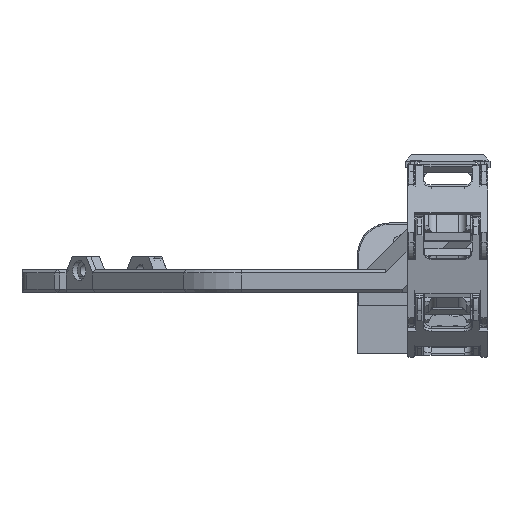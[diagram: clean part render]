
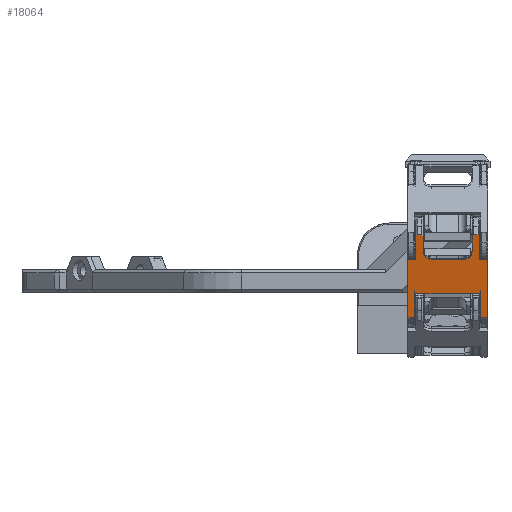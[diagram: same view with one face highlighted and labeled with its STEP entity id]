
A CAD part, front view. The second image highlights one B-rep face of the part: STEP entity #18064.
In plain terms, the highlighted face is planar.
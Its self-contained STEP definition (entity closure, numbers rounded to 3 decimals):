
#1126=PLANE('',#19343);
#2082=FACE_OUTER_BOUND('',#3095,.T.);
#3095=EDGE_LOOP('',(#16768,#16769,#16770,#16771,#16772,#16773,#16774,#16775,
#16776,#16777,#16778,#16779,#16780,#16781,#16782,#16783,#16784,#16785,#16786,
#16787,#16788,#16789,#16790,#16791,#16792,#16793));
#3350=CIRCLE('',#19259,2.4);
#3378=CIRCLE('',#19344,2.4);
#5392=LINE('',#34961,#7291);
#5401=LINE('',#34996,#7300);
#5403=LINE('',#35000,#7302);
#5411=LINE('',#35017,#7310);
#5425=LINE('',#35060,#7324);
#5435=LINE('',#35090,#7334);
#5439=LINE('',#35100,#7338);
#5452=LINE('',#35138,#7351);
#5460=LINE('',#35157,#7359);
#5465=LINE('',#35166,#7364);
#5485=LINE('',#35231,#7384);
#5521=LINE('',#35331,#7420);
#5524=LINE('',#35352,#7423);
#5534=LINE('',#35371,#7433);
#5535=LINE('',#35375,#7434);
#5550=LINE('',#35419,#7449);
#5559=LINE('',#35448,#7458);
#5568=LINE('',#35473,#7467);
#5576=LINE('',#35496,#7475);
#5583=LINE('',#35514,#7482);
#5585=LINE('',#35517,#7484);
#5586=LINE('',#35518,#7485);
#5587=LINE('',#35519,#7486);
#5588=LINE('',#35521,#7487);
#7291=VECTOR('',#23151,10.);
#7300=VECTOR('',#23172,10.);
#7302=VECTOR('',#23176,10.);
#7310=VECTOR('',#23188,10.);
#7324=VECTOR('',#23216,10.);
#7334=VECTOR('',#23238,10.);
#7338=VECTOR('',#23250,10.);
#7351=VECTOR('',#23283,10.);
#7359=VECTOR('',#23303,10.);
#7364=VECTOR('',#23316,10.);
#7384=VECTOR('',#23392,10.);
#7420=VECTOR('',#23472,10.);
#7423=VECTOR('',#23485,10.);
#7433=VECTOR('',#23499,10.);
#7434=VECTOR('',#23502,10.);
#7449=VECTOR('',#23531,10.);
#7458=VECTOR('',#23552,10.);
#7467=VECTOR('',#23575,10.);
#7475=VECTOR('',#23597,10.);
#7482=VECTOR('',#23616,10.);
#7484=VECTOR('',#23620,10.);
#7485=VECTOR('',#23621,10.);
#7486=VECTOR('',#23622,10.);
#7487=VECTOR('',#23623,10.);
#8976=VERTEX_POINT('',#34958);
#8977=VERTEX_POINT('',#34960);
#8990=VERTEX_POINT('',#34993);
#8991=VERTEX_POINT('',#34995);
#8992=VERTEX_POINT('',#34999);
#8998=VERTEX_POINT('',#35015);
#8999=VERTEX_POINT('',#35016);
#9015=VERTEX_POINT('',#35058);
#9025=VERTEX_POINT('',#35088);
#9026=VERTEX_POINT('',#35089);
#9040=VERTEX_POINT('',#35137);
#9045=VERTEX_POINT('',#35155);
#9050=VERTEX_POINT('',#35188);
#9089=VERTEX_POINT('',#35328);
#9090=VERTEX_POINT('',#35330);
#9096=VERTEX_POINT('',#35349);
#9097=VERTEX_POINT('',#35351);
#9104=VERTEX_POINT('',#35369);
#9105=VERTEX_POINT('',#35373);
#9106=VERTEX_POINT('',#35374);
#9122=VERTEX_POINT('',#35418);
#9132=VERTEX_POINT('',#35446);
#9133=VERTEX_POINT('',#35447);
#9147=VERTEX_POINT('',#35495);
#9152=VERTEX_POINT('',#35513);
#9153=VERTEX_POINT('',#35520);
#11453=EDGE_CURVE('',#8976,#8977,#5392,.T.);
#11468=EDGE_CURVE('',#8990,#8991,#5401,.T.);
#11470=EDGE_CURVE('',#8992,#8991,#5403,.T.);
#11479=EDGE_CURVE('',#8998,#8999,#5411,.T.);
#11499=EDGE_CURVE('',#8999,#9015,#5425,.T.);
#11513=EDGE_CURVE('',#9025,#9026,#5435,.T.);
#11519=EDGE_CURVE('',#8990,#9025,#5439,.T.);
#11538=EDGE_CURVE('',#8976,#9040,#5452,.T.);
#11548=EDGE_CURVE('',#9040,#9045,#5460,.T.);
#11553=EDGE_CURVE('',#9045,#8992,#5465,.T.);
#11561=EDGE_CURVE('',#9015,#9050,#3350,.T.);
#11580=EDGE_CURVE('',#8998,#9026,#5485,.T.);
#11626=EDGE_CURVE('',#9090,#9089,#5521,.T.);
#11634=EDGE_CURVE('',#9097,#9096,#5524,.T.);
#11645=EDGE_CURVE('',#9104,#9096,#5534,.T.);
#11646=EDGE_CURVE('',#9105,#9106,#5535,.T.);
#11667=EDGE_CURVE('',#9106,#9122,#5550,.T.);
#11680=EDGE_CURVE('',#9132,#9133,#5559,.T.);
#11694=EDGE_CURVE('',#9097,#9132,#5568,.T.);
#11705=EDGE_CURVE('',#9090,#9147,#5576,.T.);
#11714=EDGE_CURVE('',#9147,#9152,#5583,.T.);
#11716=EDGE_CURVE('',#9105,#9133,#5585,.T.);
#11717=EDGE_CURVE('',#9152,#9104,#5586,.T.);
#11718=EDGE_CURVE('',#9089,#8977,#5587,.T.);
#11719=EDGE_CURVE('',#9153,#9050,#5588,.T.);
#11720=EDGE_CURVE('',#9122,#9153,#3378,.T.);
#16768=ORIENTED_EDGE('',*,*,#11646,.F.);
#16769=ORIENTED_EDGE('',*,*,#11716,.T.);
#16770=ORIENTED_EDGE('',*,*,#11680,.F.);
#16771=ORIENTED_EDGE('',*,*,#11694,.F.);
#16772=ORIENTED_EDGE('',*,*,#11634,.T.);
#16773=ORIENTED_EDGE('',*,*,#11645,.F.);
#16774=ORIENTED_EDGE('',*,*,#11717,.F.);
#16775=ORIENTED_EDGE('',*,*,#11714,.F.);
#16776=ORIENTED_EDGE('',*,*,#11705,.F.);
#16777=ORIENTED_EDGE('',*,*,#11626,.T.);
#16778=ORIENTED_EDGE('',*,*,#11718,.T.);
#16779=ORIENTED_EDGE('',*,*,#11453,.F.);
#16780=ORIENTED_EDGE('',*,*,#11538,.T.);
#16781=ORIENTED_EDGE('',*,*,#11548,.T.);
#16782=ORIENTED_EDGE('',*,*,#11553,.T.);
#16783=ORIENTED_EDGE('',*,*,#11470,.T.);
#16784=ORIENTED_EDGE('',*,*,#11468,.F.);
#16785=ORIENTED_EDGE('',*,*,#11519,.T.);
#16786=ORIENTED_EDGE('',*,*,#11513,.T.);
#16787=ORIENTED_EDGE('',*,*,#11580,.F.);
#16788=ORIENTED_EDGE('',*,*,#11479,.T.);
#16789=ORIENTED_EDGE('',*,*,#11499,.T.);
#16790=ORIENTED_EDGE('',*,*,#11561,.T.);
#16791=ORIENTED_EDGE('',*,*,#11719,.F.);
#16792=ORIENTED_EDGE('',*,*,#11720,.F.);
#16793=ORIENTED_EDGE('',*,*,#11667,.F.);
#18064=ADVANCED_FACE('',(#2082),#1126,.T.);
#19259=AXIS2_PLACEMENT_3D('',#35190,#23334,#23335);
#19343=AXIS2_PLACEMENT_3D('',#35516,#23618,#23619);
#19344=AXIS2_PLACEMENT_3D('',#35522,#23624,#23625);
#23151=DIRECTION('',(0.,1.,0.));
#23172=DIRECTION('',(-1.,0.,0.));
#23176=DIRECTION('',(0.,1.,0.));
#23188=DIRECTION('',(0.577,-0.816,0.));
#23216=DIRECTION('',(0.,-1.,0.));
#23238=DIRECTION('',(0.577,0.816,0.));
#23250=DIRECTION('',(0.,1.,0.));
#23283=DIRECTION('',(-0.577,-0.816,0.));
#23303=DIRECTION('',(-1.,0.,0.));
#23316=DIRECTION('',(-0.577,0.816,0.));
#23334=DIRECTION('center_axis',(0.,0.,1.));
#23335=DIRECTION('ref_axis',(-0.707,-0.707,0.));
#23392=DIRECTION('',(-1.,0.,0.));
#23472=DIRECTION('',(0.,1.,0.));
#23485=DIRECTION('',(1.,0.,0.));
#23499=DIRECTION('',(0.,1.,0.));
#23502=DIRECTION('',(-0.577,-0.816,0.));
#23531=DIRECTION('',(0.,-1.,0.));
#23552=DIRECTION('',(-0.577,0.816,0.));
#23575=DIRECTION('',(0.,1.,0.));
#23597=DIRECTION('',(0.577,-0.816,0.));
#23616=DIRECTION('',(1.,0.,0.));
#23618=DIRECTION('center_axis',(0.,0.,-1.));
#23619=DIRECTION('ref_axis',(0.,1.,0.));
#23620=DIRECTION('',(1.,0.,0.));
#23621=DIRECTION('',(0.577,0.816,0.));
#23622=DIRECTION('',(-1.,0.,0.));
#23623=DIRECTION('',(-1.,0.,0.));
#23624=DIRECTION('center_axis',(0.,0.,-1.));
#23625=DIRECTION('ref_axis',(0.707,-0.707,0.));
#34958=CARTESIAN_POINT('',(-10.05,-12.499,-7.4));
#34960=CARTESIAN_POINT('',(-10.05,-5.456,-7.4));
#34961=CARTESIAN_POINT('',(-10.05,-6.145,-7.4));
#34993=CARTESIAN_POINT('',(-9.75,5.456,-7.4));
#34995=CARTESIAN_POINT('',(-12.3,5.456,-7.4));
#34996=CARTESIAN_POINT('',(-9.9,5.456,-7.4));
#34999=CARTESIAN_POINT('',(-12.3,-12.499,-7.4));
#35000=CARTESIAN_POINT('',(-12.3,-9.149,-7.4));
#35015=CARTESIAN_POINT('',(-7.9,13.065,-7.4));
#35016=CARTESIAN_POINT('',(-7.5,12.499,-7.4));
#35017=CARTESIAN_POINT('',(-3.02,6.164,-7.4));
#35058=CARTESIAN_POINT('',(-7.5,7.856,-7.4));
#35060=CARTESIAN_POINT('',(-7.5,6.935,-7.4));
#35088=CARTESIAN_POINT('',(-9.75,12.499,-7.4));
#35089=CARTESIAN_POINT('',(-9.35,13.065,-7.4));
#35090=CARTESIAN_POINT('',(-13.855,6.695,-7.4));
#35100=CARTESIAN_POINT('',(-9.75,-0.908,-7.4));
#35137=CARTESIAN_POINT('',(-10.45,-13.065,-7.4));
#35138=CARTESIAN_POINT('',(-8.677,-10.557,-7.4));
#35155=CARTESIAN_POINT('',(-11.9,-13.065,-7.4));
#35157=CARTESIAN_POINT('',(-9.9,-13.065,-7.4));
#35166=CARTESIAN_POINT('',(-12.448,-12.29,-7.4));
#35188=CARTESIAN_POINT('',(-5.1,5.456,-7.4));
#35190=CARTESIAN_POINT('Origin',(-5.1,7.856,-7.4));
#35231=CARTESIAN_POINT('',(-7.5,13.065,-7.4));
#35328=CARTESIAN_POINT('',(10.05,-5.456,-7.4));
#35330=CARTESIAN_POINT('',(10.05,-12.499,-7.4));
#35331=CARTESIAN_POINT('',(10.05,-6.145,-7.4));
#35349=CARTESIAN_POINT('',(12.3,5.456,-7.4));
#35351=CARTESIAN_POINT('',(9.75,5.456,-7.4));
#35352=CARTESIAN_POINT('',(9.9,5.456,-7.4));
#35369=CARTESIAN_POINT('',(12.3,-12.499,-7.4));
#35371=CARTESIAN_POINT('',(12.3,-9.149,-7.4));
#35373=CARTESIAN_POINT('',(7.9,13.065,-7.4));
#35374=CARTESIAN_POINT('',(7.5,12.499,-7.4));
#35375=CARTESIAN_POINT('',(3.02,6.164,-7.4));
#35418=CARTESIAN_POINT('',(7.5,7.856,-7.4));
#35419=CARTESIAN_POINT('',(7.5,6.935,-7.4));
#35446=CARTESIAN_POINT('',(9.75,12.499,-7.4));
#35447=CARTESIAN_POINT('',(9.35,13.065,-7.4));
#35448=CARTESIAN_POINT('',(13.855,6.695,-7.4));
#35473=CARTESIAN_POINT('',(9.75,-0.908,-7.4));
#35495=CARTESIAN_POINT('',(10.45,-13.065,-7.4));
#35496=CARTESIAN_POINT('',(8.677,-10.557,-7.4));
#35513=CARTESIAN_POINT('',(11.9,-13.065,-7.4));
#35514=CARTESIAN_POINT('',(9.9,-13.065,-7.4));
#35516=CARTESIAN_POINT('Origin',(7.5,-6.935,-7.4));
#35517=CARTESIAN_POINT('',(7.5,13.065,-7.4));
#35518=CARTESIAN_POINT('',(12.448,-12.29,-7.4));
#35519=CARTESIAN_POINT('',(7.5,-5.456,-7.4));
#35520=CARTESIAN_POINT('',(5.1,5.456,-7.4));
#35521=CARTESIAN_POINT('',(7.5,5.456,-7.4));
#35522=CARTESIAN_POINT('Origin',(5.1,7.856,-7.4));
